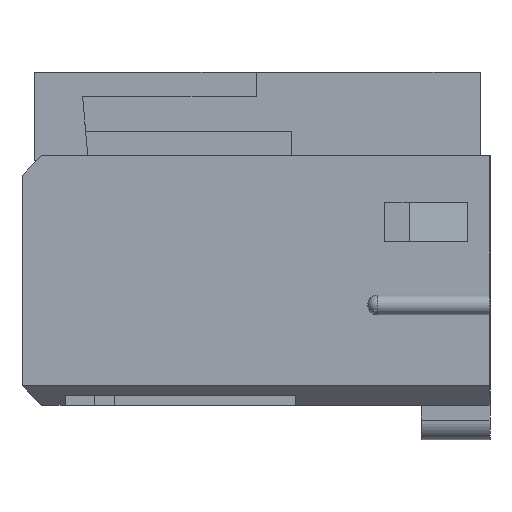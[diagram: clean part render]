
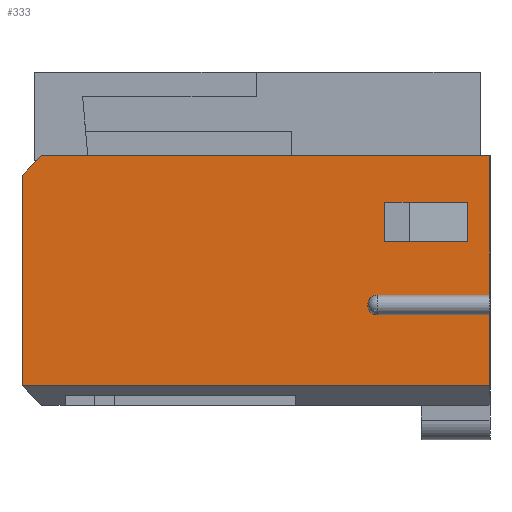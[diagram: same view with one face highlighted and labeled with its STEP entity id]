
A CAD part, left-side view. The second image highlights one B-rep face of the part: STEP entity #333.
In plain terms, the highlighted planar face has unit normal (-1, 0, 0).
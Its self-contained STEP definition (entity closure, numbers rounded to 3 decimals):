
#51=CIRCLE('',#4910,0.2);
#333=ADVANCED_FACE('',(#814,#815),#584,.T.);
#584=PLANE('',#4911);
#814=FACE_BOUND('',#845,.T.);
#815=FACE_BOUND('',#846,.T.);
#845=EDGE_LOOP('',(#1290,#1291,#1292,#1293,#1294,#1295,#1296,#1297,#1298));
#846=EDGE_LOOP('',(#1299,#1300,#1301,#1302));
#1290=ORIENTED_EDGE('',*,*,#3083,.F.);
#1291=ORIENTED_EDGE('',*,*,#3084,.T.);
#1292=ORIENTED_EDGE('',*,*,#2966,.T.);
#1293=ORIENTED_EDGE('',*,*,#3085,.T.);
#1294=ORIENTED_EDGE('',*,*,#3086,.F.);
#1295=ORIENTED_EDGE('',*,*,#3087,.F.);
#1296=ORIENTED_EDGE('',*,*,#3088,.T.);
#1297=ORIENTED_EDGE('',*,*,#3089,.T.);
#1298=ORIENTED_EDGE('',*,*,#3090,.F.);
#1299=ORIENTED_EDGE('',*,*,#3091,.F.);
#1300=ORIENTED_EDGE('',*,*,#3092,.T.);
#1301=ORIENTED_EDGE('',*,*,#3093,.T.);
#1302=ORIENTED_EDGE('',*,*,#3094,.F.);
#2522=VERTEX_POINT('',#6526);
#2523=VERTEX_POINT('',#6527);
#2628=VERTEX_POINT('',#6764);
#2629=VERTEX_POINT('',#6765);
#2630=VERTEX_POINT('',#6768);
#2631=VERTEX_POINT('',#6770);
#2632=VERTEX_POINT('',#6772);
#2633=VERTEX_POINT('',#6774);
#2634=VERTEX_POINT('',#6776);
#2635=VERTEX_POINT('',#6779);
#2636=VERTEX_POINT('',#6780);
#2637=VERTEX_POINT('',#6782);
#2638=VERTEX_POINT('',#6784);
#2966=EDGE_CURVE('',#2522,#2523,#3647,.T.);
#3083=EDGE_CURVE('',#2628,#2629,#3761,.T.);
#3084=EDGE_CURVE('',#2628,#2522,#3762,.T.);
#3085=EDGE_CURVE('',#2523,#2630,#3763,.T.);
#3086=EDGE_CURVE('',#2631,#2630,#3764,.T.);
#3087=EDGE_CURVE('',#2632,#2631,#3765,.T.);
#3088=EDGE_CURVE('',#2632,#2633,#51,.T.);
#3089=EDGE_CURVE('',#2633,#2634,#3766,.T.);
#3090=EDGE_CURVE('',#2629,#2634,#3767,.T.);
#3091=EDGE_CURVE('',#2635,#2636,#3768,.T.);
#3092=EDGE_CURVE('',#2635,#2637,#3769,.T.);
#3093=EDGE_CURVE('',#2637,#2638,#3770,.T.);
#3094=EDGE_CURVE('',#2636,#2638,#3771,.T.);
#3647=LINE('',#6525,#4306);
#3761=LINE('',#6763,#4420);
#3762=LINE('',#6766,#4421);
#3763=LINE('',#6767,#4422);
#3764=LINE('',#6769,#4423);
#3765=LINE('',#6771,#4424);
#3766=LINE('',#6775,#4425);
#3767=LINE('',#6777,#4426);
#3768=LINE('',#6778,#4427);
#3769=LINE('',#6781,#4428);
#3770=LINE('',#6783,#4429);
#3771=LINE('',#6785,#4430);
#4306=VECTOR('',#5245,1.);
#4420=VECTOR('',#5395,1.);
#4421=VECTOR('',#5396,1.);
#4422=VECTOR('',#5397,1.);
#4423=VECTOR('',#5398,1.);
#4424=VECTOR('',#5399,1.);
#4425=VECTOR('',#5402,1.);
#4426=VECTOR('',#5403,1.);
#4427=VECTOR('',#5404,1.);
#4428=VECTOR('',#5405,1.);
#4429=VECTOR('',#5406,1.);
#4430=VECTOR('',#5407,1.);
#4910=AXIS2_PLACEMENT_3D('',#6773,#5400,#5401);
#4911=AXIS2_PLACEMENT_3D('',#6786,#5408,#5409);
#5245=DIRECTION('',(0.,0.,-1.));
#5395=DIRECTION('',(0.,-1.,0.));
#5396=DIRECTION('',(0.,0.707,-0.707));
#5397=DIRECTION('',(0.,-1.,0.));
#5398=DIRECTION('',(0.,0.,-1.));
#5399=DIRECTION('',(0.,-1.,0.));
#5400=DIRECTION('',(1.,0.,0.));
#5401=DIRECTION('',(0.,0.,1.));
#5402=DIRECTION('',(0.,-1.,0.));
#5403=DIRECTION('',(0.,0.,-1.));
#5404=DIRECTION('',(0.,0.,-1.));
#5405=DIRECTION('',(0.,-1.,0.));
#5406=DIRECTION('',(0.,0.,-1.));
#5407=DIRECTION('',(0.,-1.,0.));
#5408=DIRECTION('',(-1.,0.,0.));
#5409=DIRECTION('',(0.,0.,1.));
#6525=CARTESIAN_POINT('',(-5.25,9.55,5.8));
#6526=CARTESIAN_POINT('',(-5.25,9.55,5.4));
#6527=CARTESIAN_POINT('',(-5.25,9.55,1.1));
#6763=CARTESIAN_POINT('',(-5.25,9.55,5.8));
#6764=CARTESIAN_POINT('',(-5.25,9.15,5.8));
#6765=CARTESIAN_POINT('',(-5.25,0.,5.8));
#6766=CARTESIAN_POINT('',(-5.25,9.35,5.6));
#6767=CARTESIAN_POINT('',(-5.25,9.55,1.1));
#6768=CARTESIAN_POINT('',(-5.25,0.,1.1));
#6769=CARTESIAN_POINT('',(-5.25,0.,5.8));
#6770=CARTESIAN_POINT('',(-5.25,0.,2.55));
#6771=CARTESIAN_POINT('',(-5.25,2.5,2.55));
#6772=CARTESIAN_POINT('',(-5.25,2.3,2.55));
#6773=CARTESIAN_POINT('',(-5.25,2.3,2.75));
#6774=CARTESIAN_POINT('',(-5.25,2.3,2.95));
#6775=CARTESIAN_POINT('',(-5.25,2.5,2.95));
#6776=CARTESIAN_POINT('',(-5.25,0.,2.95));
#6777=CARTESIAN_POINT('',(-5.25,0.,5.8));
#6778=CARTESIAN_POINT('',(-5.25,2.15,4.05));
#6779=CARTESIAN_POINT('',(-5.25,2.15,4.85));
#6780=CARTESIAN_POINT('',(-5.25,2.15,4.05));
#6781=CARTESIAN_POINT('',(-5.25,2.15,4.85));
#6782=CARTESIAN_POINT('',(-5.25,0.45,4.85));
#6783=CARTESIAN_POINT('',(-5.25,0.45,4.05));
#6784=CARTESIAN_POINT('',(-5.25,0.45,4.05));
#6785=CARTESIAN_POINT('',(-5.25,2.15,4.05));
#6786=CARTESIAN_POINT('',(-5.25,9.55,5.8));
